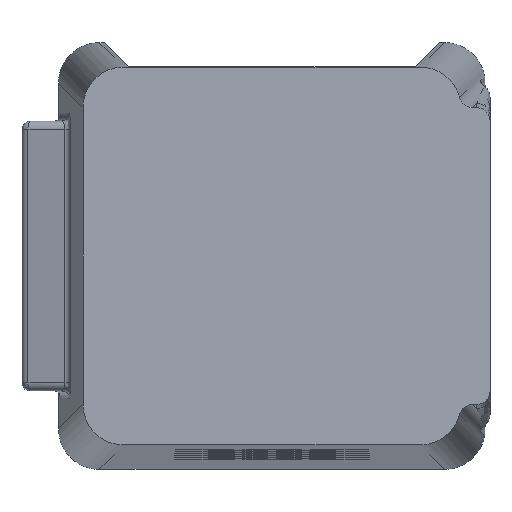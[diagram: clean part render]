
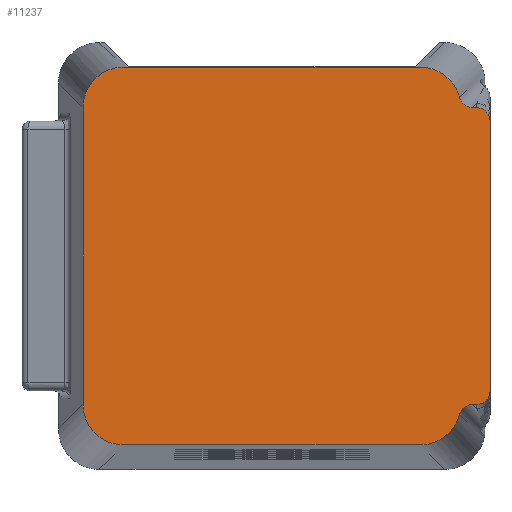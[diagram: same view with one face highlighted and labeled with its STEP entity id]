
A CAD part, front view. The second image highlights one B-rep face of the part: STEP entity #11237.
In plain terms, the highlighted planar face has unit normal (0, -1, 0).
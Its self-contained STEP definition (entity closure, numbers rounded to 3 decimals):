
#147=ELLIPSE('',#11330,15.085,15.);
#150=ELLIPSE('',#11334,5.028,5.);
#196=ELLIPSE('',#12078,5.014,5.);
#198=ELLIPSE('',#12083,5.014,5.);
#199=ELLIPSE('',#12084,5.028,5.);
#200=ELLIPSE('',#12085,15.085,15.);
#201=ELLIPSE('',#12086,15.085,15.);
#202=ELLIPSE('',#12087,15.085,15.);
#553=PLANE('',#12082);
#1166=FACE_OUTER_BOUND('',#1802,.T.);
#1802=EDGE_LOOP('',(#10005,#10006,#10007,#10008,#10009,#10010,#10011,#10012,
#10013,#10014,#10015,#10016,#10017,#10018));
#3282=LINE('',#19478,#4502);
#3283=LINE('',#19481,#4503);
#3284=LINE('',#19485,#4504);
#3285=LINE('',#19491,#4505);
#3286=LINE('',#19495,#4506);
#3287=LINE('',#19498,#4507);
#4502=VECTOR('',#14811,10.);
#4503=VECTOR('',#14814,10.);
#4504=VECTOR('',#14817,10.);
#4505=VECTOR('',#14822,10.);
#4506=VECTOR('',#14825,10.);
#4507=VECTOR('',#14828,10.);
#4748=VERTEX_POINT('',#15359);
#4749=VERTEX_POINT('',#15361);
#4754=VERTEX_POINT('',#15386);
#5678=VERTEX_POINT('',#19439);
#5679=VERTEX_POINT('',#19440);
#5681=VERTEX_POINT('',#19480);
#5682=VERTEX_POINT('',#19482);
#5683=VERTEX_POINT('',#19484);
#5684=VERTEX_POINT('',#19486);
#5685=VERTEX_POINT('',#19488);
#5686=VERTEX_POINT('',#19490);
#5687=VERTEX_POINT('',#19492);
#5688=VERTEX_POINT('',#19494);
#5689=VERTEX_POINT('',#19496);
#5806=EDGE_CURVE('',#4748,#4749,#147,.T.);
#5813=EDGE_CURVE('',#4754,#4748,#150,.T.);
#7233=EDGE_CURVE('',#5678,#5679,#196,.T.);
#7238=EDGE_CURVE('',#4754,#5679,#3282,.T.);
#7239=EDGE_CURVE('',#5681,#5678,#3283,.T.);
#7240=EDGE_CURVE('',#5682,#5681,#198,.T.);
#7241=EDGE_CURVE('',#5682,#5683,#3284,.T.);
#7242=EDGE_CURVE('',#5684,#5683,#199,.T.);
#7243=EDGE_CURVE('',#5685,#5684,#200,.T.);
#7244=EDGE_CURVE('',#5686,#5685,#3285,.T.);
#7245=EDGE_CURVE('',#5687,#5686,#201,.T.);
#7246=EDGE_CURVE('',#5688,#5687,#3286,.T.);
#7247=EDGE_CURVE('',#5689,#5688,#202,.T.);
#7248=EDGE_CURVE('',#4749,#5689,#3287,.T.);
#10005=ORIENTED_EDGE('',*,*,#7233,.F.);
#10006=ORIENTED_EDGE('',*,*,#7239,.F.);
#10007=ORIENTED_EDGE('',*,*,#7240,.F.);
#10008=ORIENTED_EDGE('',*,*,#7241,.T.);
#10009=ORIENTED_EDGE('',*,*,#7242,.F.);
#10010=ORIENTED_EDGE('',*,*,#7243,.F.);
#10011=ORIENTED_EDGE('',*,*,#7244,.F.);
#10012=ORIENTED_EDGE('',*,*,#7245,.F.);
#10013=ORIENTED_EDGE('',*,*,#7246,.F.);
#10014=ORIENTED_EDGE('',*,*,#7247,.F.);
#10015=ORIENTED_EDGE('',*,*,#7248,.F.);
#10016=ORIENTED_EDGE('',*,*,#5806,.F.);
#10017=ORIENTED_EDGE('',*,*,#5813,.F.);
#10018=ORIENTED_EDGE('',*,*,#7238,.T.);
#11237=ADVANCED_FACE('',(#1166),#553,.F.);
#11330=AXIS2_PLACEMENT_3D('',#15362,#12220,#12221);
#11334=AXIS2_PLACEMENT_3D('',#15388,#12231,#12232);
#12078=AXIS2_PLACEMENT_3D('',#19441,#14801,#14802);
#12082=AXIS2_PLACEMENT_3D('',#19479,#14812,#14813);
#12083=AXIS2_PLACEMENT_3D('',#19483,#14815,#14816);
#12084=AXIS2_PLACEMENT_3D('',#19487,#14818,#14819);
#12085=AXIS2_PLACEMENT_3D('',#19489,#14820,#14821);
#12086=AXIS2_PLACEMENT_3D('',#19493,#14823,#14824);
#12087=AXIS2_PLACEMENT_3D('',#19497,#14826,#14827);
#12220=DIRECTION('center_axis',(0.,1.,0.));
#12221=DIRECTION('ref_axis',(0.707,0.,-0.707));
#12231=DIRECTION('center_axis',(0.,-1.,0.));
#12232=DIRECTION('ref_axis',(-0.707,0.,0.707));
#14801=DIRECTION('center_axis',(0.,1.,0.));
#14802=DIRECTION('ref_axis',(0.,0.,-1.));
#14811=DIRECTION('',(1.,0.,0.));
#14812=DIRECTION('center_axis',(0.,1.,0.));
#14813=DIRECTION('ref_axis',(0.,0.,1.));
#14814=DIRECTION('',(0.,0.,-1.));
#14815=DIRECTION('center_axis',(0.,1.,0.));
#14816=DIRECTION('ref_axis',(0.,0.,1.));
#14817=DIRECTION('',(-1.,0.,0.));
#14818=DIRECTION('center_axis',(0.,-1.,0.));
#14819=DIRECTION('ref_axis',(-0.707,0.,-0.707));
#14820=DIRECTION('center_axis',(0.,1.,0.));
#14821=DIRECTION('ref_axis',(0.707,0.,0.707));
#14822=DIRECTION('',(1.,0.,0.));
#14823=DIRECTION('center_axis',(0.,1.,0.));
#14824=DIRECTION('ref_axis',(-0.707,0.,0.707));
#14825=DIRECTION('',(0.,0.,1.));
#14826=DIRECTION('center_axis',(0.,1.,0.));
#14827=DIRECTION('ref_axis',(-0.707,0.,-0.707));
#14828=DIRECTION('',(-1.,0.,0.));
#15359=CARTESIAN_POINT('',(69.527,0.,-58.782));
#15361=CARTESIAN_POINT('',(55.043,0.,-70.));
#15362=CARTESIAN_POINT('Origin',(54.957,0.,-54.957));
#15386=CARTESIAN_POINT('',(74.355,0.,-55.043));
#15388=CARTESIAN_POINT('Origin',(74.384,0.,-60.057));
#19439=CARTESIAN_POINT('',(80.861,0.,-50.028));
#19440=CARTESIAN_POINT('',(75.861,0.,-55.043));
#19441=CARTESIAN_POINT('Origin',(75.861,0.,-50.028));
#19478=CARTESIAN_POINT('',(77.061,0.,-55.043));
#19479=CARTESIAN_POINT('Origin',(0.,0.,0.));
#19480=CARTESIAN_POINT('',(80.861,0.,50.028));
#19481=CARTESIAN_POINT('',(80.861,0.,27.521));
#19482=CARTESIAN_POINT('',(75.861,0.,55.043));
#19483=CARTESIAN_POINT('Origin',(75.861,0.,50.028));
#19484=CARTESIAN_POINT('',(74.355,0.,55.043));
#19485=CARTESIAN_POINT('',(77.061,0.,55.043));
#19486=CARTESIAN_POINT('',(69.527,0.,58.782));
#19487=CARTESIAN_POINT('Origin',(74.384,0.,60.057));
#19488=CARTESIAN_POINT('',(55.043,0.,70.));
#19489=CARTESIAN_POINT('Origin',(54.957,0.,54.957));
#19490=CARTESIAN_POINT('',(-55.043,0.,70.));
#19491=CARTESIAN_POINT('',(70.,0.,70.));
#19492=CARTESIAN_POINT('',(-70.,0.,55.043));
#19493=CARTESIAN_POINT('Origin',(-54.957,0.,54.957));
#19494=CARTESIAN_POINT('',(-70.,0.,-55.043));
#19495=CARTESIAN_POINT('',(-70.,0.,70.));
#19496=CARTESIAN_POINT('',(-55.043,0.,-70.));
#19497=CARTESIAN_POINT('Origin',(-54.957,0.,-54.957));
#19498=CARTESIAN_POINT('',(-70.,0.,-70.));
